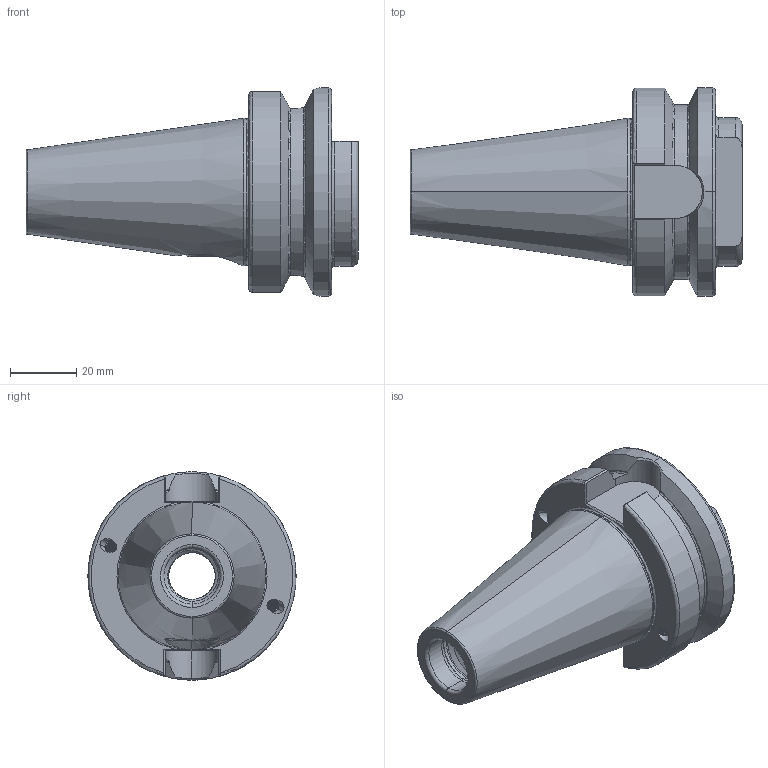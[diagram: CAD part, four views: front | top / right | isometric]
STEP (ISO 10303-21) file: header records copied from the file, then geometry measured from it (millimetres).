
FILE_DESCRIPTION (( 'STEP AP203' ), '1' );
FILE_NAME ('406.04.25.0.STEP', '2016-08-05T10:30:34', ( '' ), ( '' ), 'SwSTEP 2.0', 'SolidWorks 2012', '' );
FILE_SCHEMA (( 'CONFIG_CONTROL_DESIGN' ));
Length unit declared in the file: millimetre
Products named in the file (4): 406.04.25.0; 側固BT_SK_40(25_32)短式_M16x1_8L; 側固BT_SK_40(25_32)短式_M16x1_10L
Assembly tree (3 placements, depth 2):
  406.04.25.0
    406.04.25.0
    側固BT_SK_40(25_32)短式_M16x1_8L
    側固BT_SK_40(25_32)短式_M16x1_10L
Bounding box: 100.4 x 63 x 63 mm (x, y, z)
Volume: 104997.2 mm3; surface area: 31330 mm2
Topology: 3 solids, 3 shells, 329 faces, 917 edges, 590 vertices
Faces by surface type: cylinder 162, plane 55, bspline 46, cone 40, torus 26
Entity records: 44160 total; most frequent: CARTESIAN_POINT 36671, ORIENTED_EDGE 1818, DIRECTION 1125, EDGE_CURVE 909, VERTEX_POINT 590, AXIS2_PLACEMENT_3D 431, EDGE_LOOP 347, ADVANCED_FACE 329
